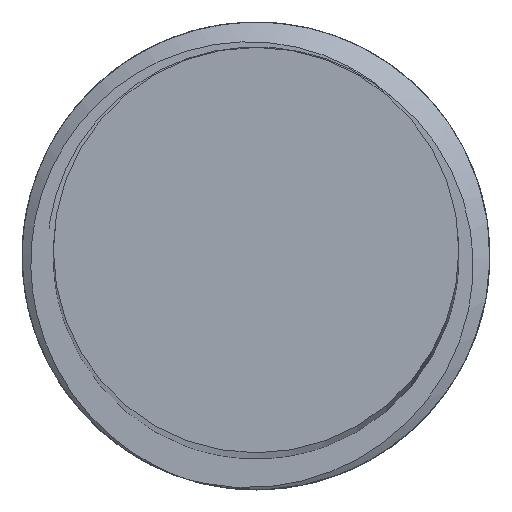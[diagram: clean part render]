
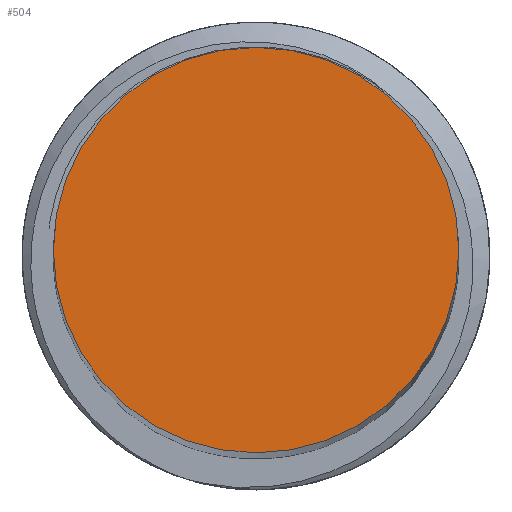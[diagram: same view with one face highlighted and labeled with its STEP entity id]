
A CAD part, top view. The second image highlights one B-rep face of the part: STEP entity #504.
In plain terms, the highlighted planar face has unit normal (0, 0, 1).
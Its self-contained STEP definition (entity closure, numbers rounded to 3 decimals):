
#42=PLANE('',#564);
#63=FACE_OUTER_BOUND('',#101,.T.);
#101=EDGE_LOOP('',(#392));
#138=CIRCLE('',#561,3.25);
#236=VERTEX_POINT('',#1430);
#292=EDGE_CURVE('',#236,#236,#138,.T.);
#392=ORIENTED_EDGE('',*,*,#292,.T.);
#504=ADVANCED_FACE('',(#63),#42,.T.);
#561=AXIS2_PLACEMENT_3D('',#1432,#640,#641);
#564=AXIS2_PLACEMENT_3D('',#1564,#646,#647);
#640=DIRECTION('center_axis',(0.,0.,
1.));
#641=DIRECTION('ref_axis',(1.,0.,0.));
#646=DIRECTION('center_axis',(0.,0.,
1.));
#647=DIRECTION('ref_axis',(1.,0.,0.));
#1430=CARTESIAN_POINT('',(2.979,-0.243,90.397));
#1432=CARTESIAN_POINT('Origin',(-0.271,-0.243,90.397));
#1564=CARTESIAN_POINT('Origin',(-0.271,-0.243,90.397));
